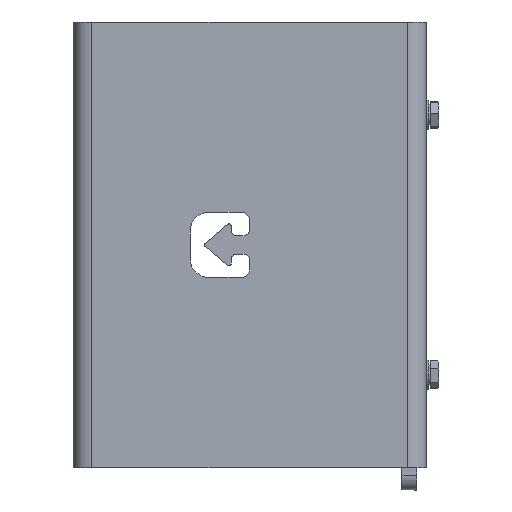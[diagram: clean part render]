
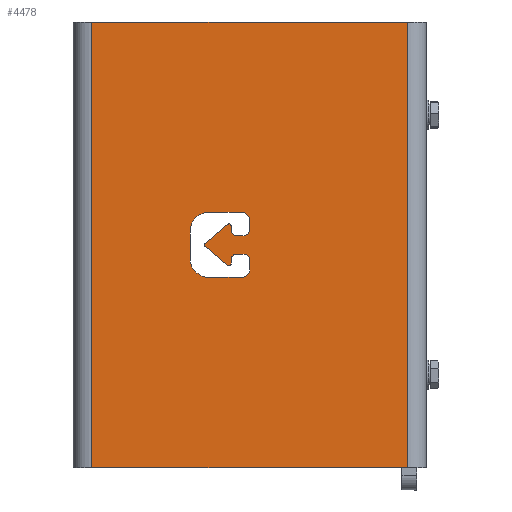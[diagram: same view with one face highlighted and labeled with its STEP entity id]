
A CAD part, left-side view. The second image highlights one B-rep face of the part: STEP entity #4478.
In plain terms, the highlighted planar face has unit normal (-1, 0, 0).
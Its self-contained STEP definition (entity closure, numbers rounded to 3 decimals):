
#118=FACE_BOUND('',#740,.T.);
#460=FACE_OUTER_BOUND('',#739,.T.);
#739=EDGE_LOOP('',(#3563,#3564,#3565,#3566));
#740=EDGE_LOOP('',(#3567,#3568,#3569,#3570,#3571,#3572,#3573,#3574,#3575,
#3576,#3577,#3578,#3579,#3580,#3581,#3582,#3583,#3584,#3585,#3586,#3587,
#3588));
#1042=LINE('',#6999,#1458);
#1046=LINE('',#7011,#1462);
#1050=LINE('',#7023,#1466);
#1054=LINE('',#7035,#1470);
#1058=LINE('',#7047,#1474);
#1061=LINE('',#7054,#1477);
#1066=LINE('',#7068,#1482);
#1070=LINE('',#7080,#1486);
#1074=LINE('',#7092,#1490);
#1078=LINE('',#7104,#1494);
#1082=LINE('',#7115,#1498);
#1137=LINE('',#7297,#1553);
#1145=LINE('',#7316,#1561);
#1147=LINE('',#7322,#1563);
#1151=LINE('',#7335,#1567);
#1458=VECTOR('',#5641,10.);
#1462=VECTOR('',#5653,10.);
#1466=VECTOR('',#5665,10.);
#1470=VECTOR('',#5677,10.);
#1474=VECTOR('',#5689,10.);
#1477=VECTOR('',#5694,10.);
#1482=VECTOR('',#5707,10.);
#1486=VECTOR('',#5719,10.);
#1490=VECTOR('',#5731,10.);
#1494=VECTOR('',#5743,10.);
#1498=VECTOR('',#5755,10.);
#1553=VECTOR('',#5948,10.);
#1561=VECTOR('',#5968,10.);
#1563=VECTOR('',#5976,10.);
#1567=VECTOR('',#5992,10.);
#1769=CIRCLE('',#4867,10.);
#1771=CIRCLE('',#4871,4.);
#1773=CIRCLE('',#4875,3.);
#1775=CIRCLE('',#4879,3.);
#1777=CIRCLE('',#4883,1.);
#1779=CIRCLE('',#4888,1.);
#1781=CIRCLE('',#4892,3.);
#1783=CIRCLE('',#4896,3.);
#1785=CIRCLE('',#4900,4.);
#1787=CIRCLE('',#4904,10.);
#1789=CIRCLE('',#4908,1.);
#2044=VERTEX_POINT('',#6989);
#2045=VERTEX_POINT('',#6990);
#2048=VERTEX_POINT('',#6998);
#2050=VERTEX_POINT('',#7004);
#2052=VERTEX_POINT('',#7010);
#2054=VERTEX_POINT('',#7016);
#2056=VERTEX_POINT('',#7022);
#2058=VERTEX_POINT('',#7028);
#2060=VERTEX_POINT('',#7034);
#2062=VERTEX_POINT('',#7040);
#2064=VERTEX_POINT('',#7046);
#2066=VERTEX_POINT('',#7052);
#2067=VERTEX_POINT('',#7053);
#2070=VERTEX_POINT('',#7061);
#2072=VERTEX_POINT('',#7067);
#2074=VERTEX_POINT('',#7073);
#2076=VERTEX_POINT('',#7079);
#2078=VERTEX_POINT('',#7085);
#2080=VERTEX_POINT('',#7091);
#2082=VERTEX_POINT('',#7097);
#2084=VERTEX_POINT('',#7103);
#2086=VERTEX_POINT('',#7109);
#2144=VERTEX_POINT('',#7294);
#2145=VERTEX_POINT('',#7296);
#2150=VERTEX_POINT('',#7315);
#2151=VERTEX_POINT('',#7321);
#2500=EDGE_CURVE('',#2044,#2045,#1769,.T.);
#2504=EDGE_CURVE('',#2045,#2048,#1042,.T.);
#2507=EDGE_CURVE('',#2048,#2050,#1771,.T.);
#2510=EDGE_CURVE('',#2050,#2052,#1046,.T.);
#2513=EDGE_CURVE('',#2052,#2054,#1773,.T.);
#2516=EDGE_CURVE('',#2054,#2056,#1050,.T.);
#2519=EDGE_CURVE('',#2056,#2058,#1775,.T.);
#2522=EDGE_CURVE('',#2058,#2060,#1054,.T.);
#2525=EDGE_CURVE('',#2060,#2062,#1777,.T.);
#2528=EDGE_CURVE('',#2062,#2064,#1058,.T.);
#2531=EDGE_CURVE('',#2066,#2067,#1061,.T.);
#2535=EDGE_CURVE('',#2067,#2070,#1779,.T.);
#2538=EDGE_CURVE('',#2070,#2072,#1066,.T.);
#2541=EDGE_CURVE('',#2072,#2074,#1781,.T.);
#2544=EDGE_CURVE('',#2074,#2076,#1070,.T.);
#2547=EDGE_CURVE('',#2076,#2078,#1783,.T.);
#2550=EDGE_CURVE('',#2078,#2080,#1074,.T.);
#2553=EDGE_CURVE('',#2080,#2082,#1785,.T.);
#2556=EDGE_CURVE('',#2082,#2084,#1078,.T.);
#2559=EDGE_CURVE('',#2084,#2086,#1787,.T.);
#2562=EDGE_CURVE('',#2086,#2044,#1082,.T.);
#2564=EDGE_CURVE('',#2064,#2066,#1789,.T.);
#2654=EDGE_CURVE('',#2144,#2145,#1137,.T.);
#2664=EDGE_CURVE('',#2150,#2145,#1145,.T.);
#2667=EDGE_CURVE('',#2151,#2150,#1147,.T.);
#2674=EDGE_CURVE('',#2151,#2144,#1151,.T.);
#3563=ORIENTED_EDGE('',*,*,#2654,.F.);
#3564=ORIENTED_EDGE('',*,*,#2674,.F.);
#3565=ORIENTED_EDGE('',*,*,#2667,.T.);
#3566=ORIENTED_EDGE('',*,*,#2664,.T.);
#3567=ORIENTED_EDGE('',*,*,#2531,.T.);
#3568=ORIENTED_EDGE('',*,*,#2535,.T.);
#3569=ORIENTED_EDGE('',*,*,#2538,.T.);
#3570=ORIENTED_EDGE('',*,*,#2541,.T.);
#3571=ORIENTED_EDGE('',*,*,#2544,.T.);
#3572=ORIENTED_EDGE('',*,*,#2547,.T.);
#3573=ORIENTED_EDGE('',*,*,#2550,.T.);
#3574=ORIENTED_EDGE('',*,*,#2553,.T.);
#3575=ORIENTED_EDGE('',*,*,#2556,.T.);
#3576=ORIENTED_EDGE('',*,*,#2559,.T.);
#3577=ORIENTED_EDGE('',*,*,#2562,.T.);
#3578=ORIENTED_EDGE('',*,*,#2500,.T.);
#3579=ORIENTED_EDGE('',*,*,#2504,.T.);
#3580=ORIENTED_EDGE('',*,*,#2507,.T.);
#3581=ORIENTED_EDGE('',*,*,#2510,.T.);
#3582=ORIENTED_EDGE('',*,*,#2513,.T.);
#3583=ORIENTED_EDGE('',*,*,#2516,.T.);
#3584=ORIENTED_EDGE('',*,*,#2519,.T.);
#3585=ORIENTED_EDGE('',*,*,#2522,.T.);
#3586=ORIENTED_EDGE('',*,*,#2525,.T.);
#3587=ORIENTED_EDGE('',*,*,#2528,.T.);
#3588=ORIENTED_EDGE('',*,*,#2564,.T.);
#4261=PLANE('',#4992);
#4478=ADVANCED_FACE('',(#460,#118),#4261,.F.);
#4867=AXIS2_PLACEMENT_3D('',#6991,#5633,#5634);
#4871=AXIS2_PLACEMENT_3D('',#7005,#5646,#5647);
#4875=AXIS2_PLACEMENT_3D('',#7017,#5658,#5659);
#4879=AXIS2_PLACEMENT_3D('',#7029,#5670,#5671);
#4883=AXIS2_PLACEMENT_3D('',#7041,#5682,#5683);
#4888=AXIS2_PLACEMENT_3D('',#7062,#5700,#5701);
#4892=AXIS2_PLACEMENT_3D('',#7074,#5712,#5713);
#4896=AXIS2_PLACEMENT_3D('',#7086,#5724,#5725);
#4900=AXIS2_PLACEMENT_3D('',#7098,#5736,#5737);
#4904=AXIS2_PLACEMENT_3D('',#7110,#5748,#5749);
#4908=AXIS2_PLACEMENT_3D('',#7118,#5759,#5760);
#4992=AXIS2_PLACEMENT_3D('',#7344,#5999,#6000);
#5633=DIRECTION('center_axis',(1.,0.,0.));
#5634=DIRECTION('ref_axis',(0.,1.,0.));
#5641=DIRECTION('',(0.,-1.,0.));
#5646=DIRECTION('center_axis',(1.,0.,0.));
#5647=DIRECTION('ref_axis',(0.,0.,1.));
#5653=DIRECTION('',(0.,0.,-1.));
#5658=DIRECTION('center_axis',(1.,0.,0.));
#5659=DIRECTION('ref_axis',(0.,-1.,0.));
#5665=DIRECTION('',(0.,1.,0.));
#5670=DIRECTION('center_axis',(1.,0.,0.));
#5671=DIRECTION('ref_axis',(0.,0.,-1.));
#5677=DIRECTION('',(0.,0.,1.));
#5682=DIRECTION('center_axis',(-1.,0.,0.));
#5683=DIRECTION('ref_axis',(0.,-0.643,-0.766));
#5689=DIRECTION('',(0.,0.766,-0.643));
#5694=DIRECTION('',(0.,-0.766,-0.643));
#5700=DIRECTION('center_axis',(-1.,0.,0.));
#5701=DIRECTION('ref_axis',(0.,1.,0.));
#5707=DIRECTION('',(0.,0.,1.));
#5712=DIRECTION('center_axis',(1.,0.,0.));
#5713=DIRECTION('ref_axis',(0.,1.,0.));
#5719=DIRECTION('',(0.,-1.,0.));
#5724=DIRECTION('center_axis',(1.,0.,0.));
#5725=DIRECTION('ref_axis',(0.,0.,1.));
#5731=DIRECTION('',(0.,0.,-1.));
#5736=DIRECTION('center_axis',(1.,0.,0.));
#5737=DIRECTION('ref_axis',(0.,-1.,0.));
#5743=DIRECTION('',(0.,1.,0.));
#5748=DIRECTION('center_axis',(1.,0.,0.));
#5749=DIRECTION('ref_axis',(0.,0.,-1.));
#5755=DIRECTION('',(0.,0.,1.));
#5759=DIRECTION('center_axis',(-1.,0.,0.));
#5760=DIRECTION('ref_axis',(0.,-0.643,0.766));
#5948=DIRECTION('',(0.,0.,-1.));
#5968=DIRECTION('',(0.,-1.,0.));
#5976=DIRECTION('',(0.,0.,-1.));
#5992=DIRECTION('',(0.,-1.,0.));
#5999=DIRECTION('center_axis',(1.,0.,0.));
#6000=DIRECTION('ref_axis',(0.,0.,1.));
#6989=CARTESIAN_POINT('',(-145.,-58.016,7.5));
#6990=CARTESIAN_POINT('',(-145.,-68.016,17.5));
#6991=CARTESIAN_POINT('Origin',(-145.,-68.016,7.5));
#6998=CARTESIAN_POINT('',(-145.,-86.,17.5));
#6999=CARTESIAN_POINT('',(-145.,27.655,17.5));
#7004=CARTESIAN_POINT('',(-145.,-90.,13.5));
#7005=CARTESIAN_POINT('Origin',(-145.,-86.,13.5));
#7010=CARTESIAN_POINT('',(-145.,-90.,8.));
#7011=CARTESIAN_POINT('',(-145.,-90.,4.));
#7016=CARTESIAN_POINT('',(-145.,-87.,5.));
#7017=CARTESIAN_POINT('Origin',(-145.,-87.,8.));
#7022=CARTESIAN_POINT('',(-145.,-83.,5.));
#7023=CARTESIAN_POINT('',(-145.,29.155,5.));
#7028=CARTESIAN_POINT('',(-145.,-80.,8.));
#7029=CARTESIAN_POINT('Origin',(-145.,-83.,8.));
#7034=CARTESIAN_POINT('',(-145.,-80.,10.355));
#7035=CARTESIAN_POINT('',(-145.,-80.,5.178));
#7040=CARTESIAN_POINT('',(-145.,-78.357,11.122));
#7041=CARTESIAN_POINT('Origin',(-145.,-79.,10.355));
#7046=CARTESIAN_POINT('',(-145.,-66.016,0.766));
#7047=CARTESIAN_POINT('',(-145.,-4.996,-50.436));
#7052=CARTESIAN_POINT('',(-145.,-66.016,-0.766));
#7053=CARTESIAN_POINT('',(-145.,-78.357,-11.122));
#7054=CARTESIAN_POINT('',(-145.,-11.166,45.258));
#7061=CARTESIAN_POINT('',(-145.,-80.,-10.355));
#7062=CARTESIAN_POINT('Origin',(-145.,-79.,-10.355));
#7067=CARTESIAN_POINT('',(-145.,-80.,-8.));
#7068=CARTESIAN_POINT('',(-145.,-80.,-4.));
#7073=CARTESIAN_POINT('',(-145.,-83.,-5.));
#7074=CARTESIAN_POINT('Origin',(-145.,-83.,-8.));
#7079=CARTESIAN_POINT('',(-145.,-87.,-5.));
#7080=CARTESIAN_POINT('',(-145.,27.155,-5.));
#7085=CARTESIAN_POINT('',(-145.,-90.,-8.));
#7086=CARTESIAN_POINT('Origin',(-145.,-87.,-8.));
#7091=CARTESIAN_POINT('',(-145.,-90.,-13.5));
#7092=CARTESIAN_POINT('',(-145.,-90.,-6.75));
#7097=CARTESIAN_POINT('',(-145.,-86.,-17.5));
#7098=CARTESIAN_POINT('Origin',(-145.,-86.,-13.5));
#7103=CARTESIAN_POINT('',(-145.,-68.016,-17.5));
#7104=CARTESIAN_POINT('',(-145.,36.647,-17.5));
#7109=CARTESIAN_POINT('',(-145.,-58.016,-7.5));
#7110=CARTESIAN_POINT('Origin',(-145.,-68.016,-7.5));
#7115=CARTESIAN_POINT('',(-145.,-58.016,0.));
#7118=CARTESIAN_POINT('Origin',(-145.,-66.659,0.));
#7294=CARTESIAN_POINT('',(-145.,-175.,120.));
#7296=CARTESIAN_POINT('',(-145.,-175.,-120.));
#7297=CARTESIAN_POINT('',(-145.,-175.,0.));
#7315=CARTESIAN_POINT('',(-145.,-5.,-120.));
#7316=CARTESIAN_POINT('',(-145.,495.929,-120.));
#7321=CARTESIAN_POINT('',(-145.,-5.,120.));
#7322=CARTESIAN_POINT('',(-145.,-5.,0.));
#7335=CARTESIAN_POINT('',(-145.,495.929,120.));
#7344=CARTESIAN_POINT('Origin',(-145.,141.31,0.));
